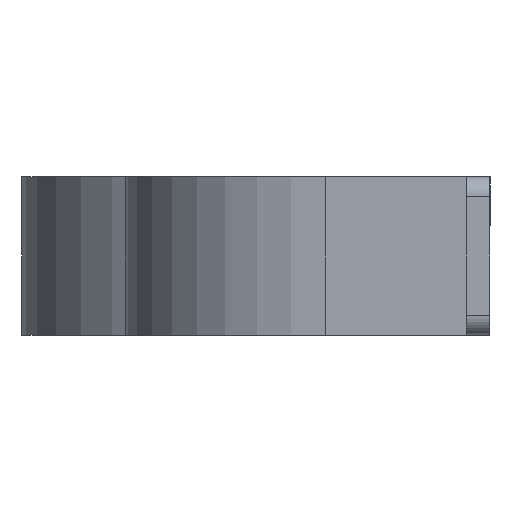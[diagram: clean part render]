
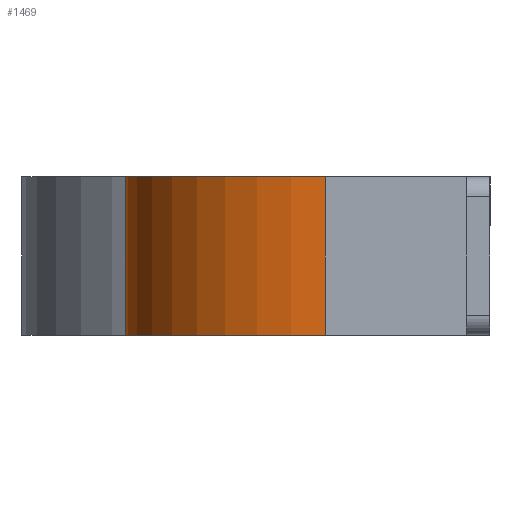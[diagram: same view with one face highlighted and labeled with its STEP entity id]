
A CAD part, left-side view. The second image highlights one B-rep face of the part: STEP entity #1469.
In plain terms, the highlighted cylindrical face has radius 50.5 mm (diameter 101 mm), a partial arc.
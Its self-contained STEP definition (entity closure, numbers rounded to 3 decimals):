
#17 = DIRECTION ( 'NONE',  ( 0., 0., -1. ) ) ;
#23 = ORIENTED_EDGE ( 'NONE', *, *, #237, .T. ) ;
#86 = DIRECTION ( 'NONE',  ( 0., 0., -1. ) ) ;
#156 = EDGE_CURVE ( 'NONE', #940, #346, #466, .T. ) ;
#174 = EDGE_CURVE ( 'NONE', #747, #994, #1986, .T. ) ;
#191 = VECTOR ( 'NONE', #17, 1000. ) ;
#199 = CARTESIAN_POINT ( 'NONE',  ( 50.5, 44.5, 20. ) ) ;
#218 = CARTESIAN_POINT ( 'NONE',  ( 0., 44.5, -20. ) ) ;
#237 = EDGE_CURVE ( 'NONE', #994, #346, #1205, .T. ) ;
#346 = VERTEX_POINT ( 'NONE', #1530 ) ;
#354 = CARTESIAN_POINT ( 'NONE',  ( 0., 44.5, 20. ) ) ;
#402 = CARTESIAN_POINT ( 'NONE',  ( -50.5, 44.5, 20. ) ) ;
#466 = CIRCLE ( 'NONE', #826, 50.5 ) ;
#508 = AXIS2_PLACEMENT_3D ( 'NONE', #354, #1220, #528 ) ;
#514 = CARTESIAN_POINT ( 'NONE',  ( -50.5, 44.5, -20. ) ) ;
#528 = DIRECTION ( 'NONE',  ( -1., 0., 0. ) ) ;
#572 = LINE ( 'NONE', #402, #831 ) ;
#672 = CARTESIAN_POINT ( 'NONE',  ( 50.5, 44.5, 20. ) ) ;
#742 = DIRECTION ( 'NONE',  ( 1., 0., 0. ) ) ;
#747 = VERTEX_POINT ( 'NONE', #1784 ) ;
#826 = AXIS2_PLACEMENT_3D ( 'NONE', #218, #897, #742 ) ;
#831 = VECTOR ( 'NONE', #86, 1000. ) ;
#897 = DIRECTION ( 'NONE',  ( 0., 0., -1. ) ) ;
#940 = VERTEX_POINT ( 'NONE', #514 ) ;
#959 = DIRECTION ( 'NONE',  ( 1., 0., 0. ) ) ;
#994 = VERTEX_POINT ( 'NONE', #199 ) ;
#1044 = CYLINDRICAL_SURFACE ( 'NONE', #508, 50.5 ) ;
#1047 = AXIS2_PLACEMENT_3D ( 'NONE', #1440, #2127, #959 ) ;
#1205 = LINE ( 'NONE', #672, #191 ) ;
#1220 = DIRECTION ( 'NONE',  ( 0., 0., -1. ) ) ;
#1440 = CARTESIAN_POINT ( 'NONE',  ( 0., 44.5, 20. ) ) ;
#1446 = ORIENTED_EDGE ( 'NONE', *, *, #174, .T. ) ;
#1469 = ADVANCED_FACE ( 'NONE', ( #1867 ), #1044, .T. ) ;
#1530 = CARTESIAN_POINT ( 'NONE',  ( 50.5, 44.5, -20. ) ) ;
#1677 = EDGE_LOOP ( 'NONE', ( #1705, #1872, #1446, #23 ) ) ;
#1705 = ORIENTED_EDGE ( 'NONE', *, *, #156, .F. ) ;
#1784 = CARTESIAN_POINT ( 'NONE',  ( -50.5, 44.5, 20. ) ) ;
#1867 = FACE_OUTER_BOUND ( 'NONE', #1677, .T. ) ;
#1872 = ORIENTED_EDGE ( 'NONE', *, *, #1963, .F. ) ;
#1963 = EDGE_CURVE ( 'NONE', #747, #940, #572, .T. ) ;
#1986 = CIRCLE ( 'NONE', #1047, 50.5 ) ;
#2127 = DIRECTION ( 'NONE',  ( 0., 0., -1. ) ) ;
